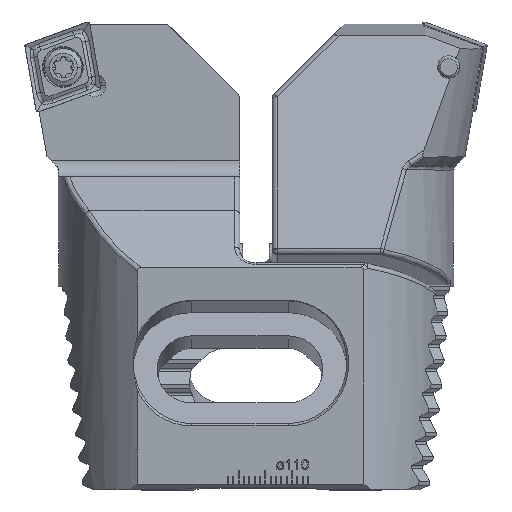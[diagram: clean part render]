
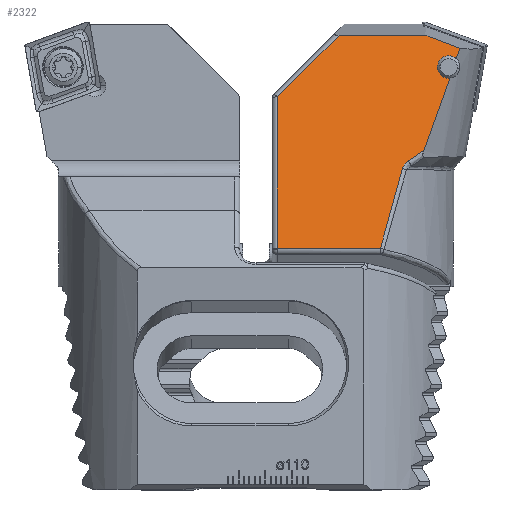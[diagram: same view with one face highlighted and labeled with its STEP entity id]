
A CAD part, top view. The second image highlights one B-rep face of the part: STEP entity #2322.
In plain terms, the highlighted face is planar.
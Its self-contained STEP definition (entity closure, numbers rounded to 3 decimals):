
#102 = CARTESIAN_POINT ( 'NONE',  ( 19.949, -42.339, -27.941 ) ) ;
#455 = EDGE_CURVE ( 'NONE', #2974, #10787, #8198, .T. ) ;
#621 = EDGE_CURVE ( 'NONE', #11490, #10481, #8903, .T. ) ;
#814 = CARTESIAN_POINT ( 'NONE',  ( 5.778, -6.926, -18.452 ) ) ;
#823 = EDGE_LOOP ( 'NONE', ( #10124, #9952, #8949, #8641, #8130, #7436, #6798, #6760, #5957, #5624, #5114, #4942 ) ) ;
#912 = CARTESIAN_POINT ( 'NONE',  ( 7.346, -5.468, -18.062 ) ) ;
#945 = CARTESIAN_POINT ( 'NONE',  ( 9.309, -9.801, -19.223 ) ) ;
#1004 = CARTESIAN_POINT ( 'NONE',  ( 9.309, -6.323, -18.291 ) ) ;
#1007 = AXIS2_PLACEMENT_3D ( 'NONE', #6656, #11972, #9877 ) ;
#1330 = CARTESIAN_POINT ( 'NONE',  ( 5.778, -6.926, -18.452 ) ) ;
#1596 = CARTESIAN_POINT ( 'NONE',  ( 54.972, -29.768, -24.573 ) ) ;
#1828 = FACE_OUTER_BOUND ( 'NONE', #823, .T. ) ;
#1901 = CARTESIAN_POINT ( 'NONE',  ( 39.25, -14.046, -20.36 ) ) ;
#1937 = VECTOR ( 'NONE', #6481, 1000. ) ;
#1985 = CARTESIAN_POINT ( 'NONE',  ( 5.562, -6.267, -18.276 ) ) ;
#2029 = CARTESIAN_POINT ( 'NONE',  ( 11.645, -2.483, -17.262 ) ) ;
#2322 = ADVANCED_FACE ( 'NONE', ( #1828 ), #10911, .F. ) ;
#2604 = CARTESIAN_POINT ( 'NONE',  ( 85.15, -2.483, -17.262 ) ) ;
#2819 = CARTESIAN_POINT ( 'NONE',  ( 9.309, -8.464, -18.864 ) ) ;
#2974 = VERTEX_POINT ( 'NONE', #11429 ) ;
#3273 = VERTEX_POINT ( 'NONE', #4629 ) ;
#3450 = CARTESIAN_POINT ( 'NONE',  ( 39.25, -42.339, -27.941 ) ) ;
#4033 = DIRECTION ( 'NONE',  ( 0.932, 0.351, 0.094 ) ) ;
#4067 = EDGE_CURVE ( 'NONE', #3273, #13011, #11394, .T. ) ;
#4099 =( BOUNDED_CURVE ( )  B_SPLINE_CURVE ( 3, ( #12242, #4786, #5860, #13225 ),
 .UNSPECIFIED., .F., .F. ) 
 B_SPLINE_CURVE_WITH_KNOTS ( ( 4, 4 ),
 ( 3.832, 3.996 ),
 .UNSPECIFIED. ) 
 CURVE ( )  GEOMETRIC_REPRESENTATION_ITEM ( )  RATIONAL_B_SPLINE_CURVE ( ( 1., 0.998, 0.998, 1. ) ) 
 REPRESENTATION_ITEM ( '' )  );
#4143 = CARTESIAN_POINT ( 'NONE',  ( 15.857, -27.455, -23.953 ) ) ;
#4167 = LINE ( 'NONE', #12803, #1937 ) ;
#4471 = CARTESIAN_POINT ( 'NONE',  ( 15.857, -27.455, -23.953 ) ) ;
#4566 = CARTESIAN_POINT ( 'NONE',  ( 15.822, -27.307, -23.913 ) ) ;
#4629 = CARTESIAN_POINT ( 'NONE',  ( 5.133, -4.939, -17.92 ) ) ;
#4646 = CARTESIAN_POINT ( 'NONE',  ( 15.767, -27.164, -23.875 ) ) ;
#4695 = CARTESIAN_POINT ( 'NONE',  ( 15.629, -26.897, -23.803 ) ) ;
#4752 = CARTESIAN_POINT ( 'NONE',  ( 15.544, -26.77, -23.769 ) ) ;
#4786 = CARTESIAN_POINT ( 'NONE',  ( 18.478, -37.8, -26.725 ) ) ;
#4798 = CARTESIAN_POINT ( 'NONE',  ( 15.256, -26.412, -23.673 ) ) ;
#4867 = EDGE_CURVE ( 'NONE', #2974, #5960, #5075, .T. ) ;
#4942 = ORIENTED_EDGE ( 'NONE', *, *, #621, .T. ) ;
#4988 = CARTESIAN_POINT ( 'NONE',  ( 75.731, 21.689, -10.785 ) ) ;
#5038 = EDGE_CURVE ( 'NONE', #10787, #11660, #10799, .T. ) ;
#5075 = B_SPLINE_CURVE_WITH_KNOTS ( 'NONE', 3,
 ( #5132, #6302, #4798, #4752, #4695, #4646, #4566, #4471 ),
 .UNSPECIFIED., .F., .F.,
 ( 4, 2, 2, 4 ),
 ( 0., 0.001, 0.001, 0.002 ),
 .UNSPECIFIED. ) ;
#5114 = ORIENTED_EDGE ( 'NONE', *, *, #10135, .T. ) ;
#5132 = CARTESIAN_POINT ( 'NONE',  ( 14.769, -26.041, -23.574 ) ) ;
#5282 = CARTESIAN_POINT ( 'NONE',  ( 5.778, -6.926, -18.452 ) ) ;
#5480 = DIRECTION ( 'NONE',  ( 0., -0.966, -0.259 ) ) ;
#5624 = ORIENTED_EDGE ( 'NONE', *, *, #5038, .T. ) ;
#5706 = VECTOR ( 'NONE', #4033, 1000. ) ;
#5785 = EDGE_CURVE ( 'NONE', #10138, #7776, #13758, .T. ) ;
#5860 = CARTESIAN_POINT ( 'NONE',  ( 17.111, -32.828, -25.393 ) ) ;
#5957 = ORIENTED_EDGE ( 'NONE', *, *, #455, .T. ) ;
#5960 = VERTEX_POINT ( 'NONE', #4143 ) ;
#5990 = DIRECTION ( 'NONE',  ( -1., 0., 0. ) ) ;
#6098 = VERTEX_POINT ( 'NONE', #102 ) ;
#6219 = CARTESIAN_POINT ( 'NONE',  ( 11.847, -24.054, -23.042 ) ) ;
#6257 =( BOUNDED_CURVE ( )  B_SPLINE_CURVE ( 3, ( #5282, #1985, #13705, #7433 ),
 .UNSPECIFIED., .F., .F. ) 
 B_SPLINE_CURVE_WITH_KNOTS ( ( 4, 4 ),
 ( 4.252, 4.268 ),
 .UNSPECIFIED. ) 
 CURVE ( )  GEOMETRIC_REPRESENTATION_ITEM ( )  RATIONAL_B_SPLINE_CURVE ( ( 1., 1., 1., 1. ) ) 
 REPRESENTATION_ITEM ( '' )  );
#6302 = CARTESIAN_POINT ( 'NONE',  ( 15.027, -26.212, -23.62 ) ) ;
#6321 = CARTESIAN_POINT ( 'NONE',  ( 12.812, -24.729, -23.223 ) ) ;
#6394 = CARTESIAN_POINT ( 'NONE',  ( 6.985, -10.552, -19.424 ) ) ;
#6481 = DIRECTION ( 'NONE',  ( -1., 0., 0. ) ) ;
#6656 = CARTESIAN_POINT ( 'NONE',  ( 85.15, -1.612, -17.028 ) ) ;
#6743 = VERTEX_POINT ( 'NONE', #3450 ) ;
#6760 = ORIENTED_EDGE ( 'NONE', *, *, #4867, .F. ) ;
#6798 = ORIENTED_EDGE ( 'NONE', *, *, #10630, .T. ) ;
#6914 = CARTESIAN_POINT ( 'NONE',  ( 14.769, -26.041, -23.574 ) ) ;
#7433 = CARTESIAN_POINT ( 'NONE',  ( 5.133, -4.939, -17.92 ) ) ;
#7436 = ORIENTED_EDGE ( 'NONE', *, *, #8908, .T. ) ;
#7715 = CARTESIAN_POINT ( 'NONE',  ( 13.785, -25.392, -23.4 ) ) ;
#7776 = VERTEX_POINT ( 'NONE', #1901 ) ;
#7868 = VECTOR ( 'NONE', #5990, 1000. ) ;
#8130 = ORIENTED_EDGE ( 'NONE', *, *, #13097, .T. ) ;
#8198 = B_SPLINE_CURVE_WITH_KNOTS ( 'NONE', 3,
 ( #6914, #7715, #6321, #6219 ),
 .UNSPECIFIED., .F., .F.,
 ( 4, 4 ),
 ( 0., 0.004 ),
 .UNSPECIFIED. ) ;
#8372 = EDGE_CURVE ( 'NONE', #10481, #3273, #6257, .T. ) ;
#8544 = CARTESIAN_POINT ( 'NONE',  ( 9.309, -8.464, -18.864 ) ) ;
#8641 = ORIENTED_EDGE ( 'NONE', *, *, #5785, .T. ) ;
#8903 =( BOUNDED_CURVE ( )  B_SPLINE_CURVE ( 3, ( #2819, #1004, #912, #814 ),
 .UNSPECIFIED., .F., .F. ) 
 B_SPLINE_CURVE_WITH_KNOTS ( ( 4, 4 ),
 ( 4.712, 7.032 ),
 .UNSPECIFIED. ) 
 CURVE ( )  GEOMETRIC_REPRESENTATION_ITEM ( )  RATIONAL_B_SPLINE_CURVE ( ( 1., 0.6, 0.6, 1. ) ) 
 REPRESENTATION_ITEM ( '' )  );
#8908 = EDGE_CURVE ( 'NONE', #6743, #6098, #4167, .T. ) ;
#8949 = ORIENTED_EDGE ( 'NONE', *, *, #13526, .F. ) ;
#9398 = VECTOR ( 'NONE', #5480, 1000. ) ;
#9419 = CARTESIAN_POINT ( 'NONE',  ( 6.985, -10.552, -19.424 ) ) ;
#9735 = LINE ( 'NONE', #12891, #9398 ) ;
#9877 = DIRECTION ( 'NONE',  ( 0., -0.966, -0.259 ) ) ;
#9952 = ORIENTED_EDGE ( 'NONE', *, *, #4067, .T. ) ;
#10124 = ORIENTED_EDGE ( 'NONE', *, *, #8372, .T. ) ;
#10135 = EDGE_CURVE ( 'NONE', #11660, #11490, #11309, .T. ) ;
#10138 = VERTEX_POINT ( 'NONE', #10658 ) ;
#10207 = CARTESIAN_POINT ( 'NONE',  ( 9.309, -8.464, -18.864 ) ) ;
#10481 = VERTEX_POINT ( 'NONE', #1330 ) ;
#10630 = EDGE_CURVE ( 'NONE', #6098, #5960, #4099, .T. ) ;
#10658 = CARTESIAN_POINT ( 'NONE',  ( 27.686, -2.483, -17.262 ) ) ;
#10787 = VERTEX_POINT ( 'NONE', #12451 ) ;
#10799 =( BOUNDED_CURVE ( )  B_SPLINE_CURVE ( 3, ( #12412, #12068, #12018, #11967 ),
 .UNSPECIFIED., .F., .F. ) 
 B_SPLINE_CURVE_WITH_KNOTS ( ( 4, 4 ),
 ( 4.107, 4.222 ),
 .UNSPECIFIED. ) 
 CURVE ( )  GEOMETRIC_REPRESENTATION_ITEM ( )  RATIONAL_B_SPLINE_CURVE ( ( 1., 0.999, 0.999, 1. ) ) 
 REPRESENTATION_ITEM ( '' )  );
#10911 = PLANE ( 'NONE',  #1007 ) ;
#11050 = LINE ( 'NONE', #2604, #7868 ) ;
#11309 =( BOUNDED_CURVE ( )  B_SPLINE_CURVE ( 3, ( #6394, #12733, #945, #8544 ),
 .UNSPECIFIED., .F., .F. ) 
 B_SPLINE_CURVE_WITH_KNOTS ( ( 4, 4 ),
 ( 3.035, 4.712 ),
 .UNSPECIFIED. ) 
 CURVE ( )  GEOMETRIC_REPRESENTATION_ITEM ( )  RATIONAL_B_SPLINE_CURVE ( ( 1., 0.779, 0.779, 1. ) ) 
 REPRESENTATION_ITEM ( '' )  );
#11394 = LINE ( 'NONE', #4988, #5706 ) ;
#11429 = CARTESIAN_POINT ( 'NONE',  ( 14.769, -26.041, -23.574 ) ) ;
#11490 = VERTEX_POINT ( 'NONE', #10207 ) ;
#11660 = VERTEX_POINT ( 'NONE', #9419 ) ;
#11728 = VECTOR ( 'NONE', #12226, 1000. ) ;
#11967 = CARTESIAN_POINT ( 'NONE',  ( 6.985, -10.552, -19.424 ) ) ;
#11972 = DIRECTION ( 'NONE',  ( 0., -0.259, 0.966 ) ) ;
#12018 = CARTESIAN_POINT ( 'NONE',  ( 8.565, -15.225, -20.676 ) ) ;
#12068 = CARTESIAN_POINT ( 'NONE',  ( 10.187, -19.731, -21.883 ) ) ;
#12226 = DIRECTION ( 'NONE',  ( 0.695, -0.695, -0.186 ) ) ;
#12242 = CARTESIAN_POINT ( 'NONE',  ( 19.949, -42.339, -27.941 ) ) ;
#12412 = CARTESIAN_POINT ( 'NONE',  ( 11.847, -24.054, -23.042 ) ) ;
#12451 = CARTESIAN_POINT ( 'NONE',  ( 11.847, -24.054, -23.042 ) ) ;
#12733 = CARTESIAN_POINT ( 'NONE',  ( 8.314, -10.694, -19.462 ) ) ;
#12803 = CARTESIAN_POINT ( 'NONE',  ( 85.15, -42.339, -27.941 ) ) ;
#12891 = CARTESIAN_POINT ( 'NONE',  ( 39.25, -1.612, -17.028 ) ) ;
#13011 = VERTEX_POINT ( 'NONE', #2029 ) ;
#13097 = EDGE_CURVE ( 'NONE', #7776, #6743, #9735, .T. ) ;
#13225 = CARTESIAN_POINT ( 'NONE',  ( 15.857, -27.455, -23.953 ) ) ;
#13526 = EDGE_CURVE ( 'NONE', #10138, #13011, #11050, .T. ) ;
#13705 = CARTESIAN_POINT ( 'NONE',  ( 5.347, -5.604, -18.098 ) ) ;
#13758 = LINE ( 'NONE', #1596, #11728 ) ;
